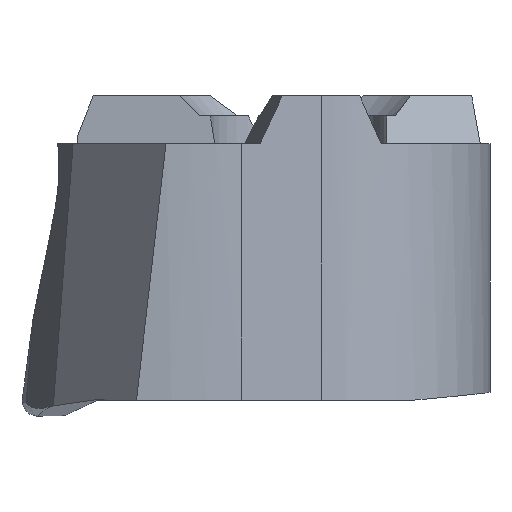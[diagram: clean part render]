
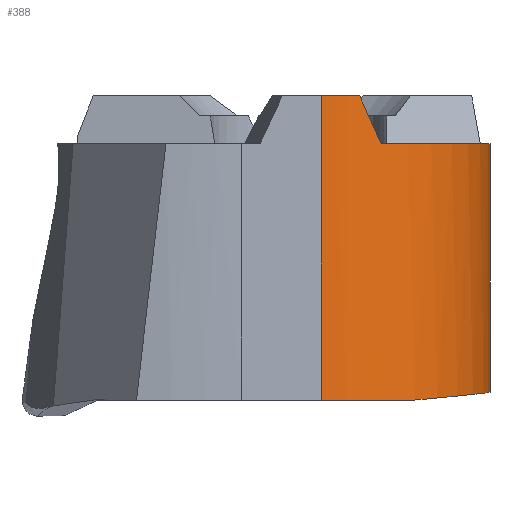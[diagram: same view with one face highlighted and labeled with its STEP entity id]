
A CAD part, front view. The second image highlights one B-rep face of the part: STEP entity #388.
In plain terms, the highlighted cylindrical face has radius 2.4 mm (diameter 4.8 mm), a partial arc.
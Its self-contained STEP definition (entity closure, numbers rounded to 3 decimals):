
#75 = DIRECTION ( 'NONE',  ( 0., 0., 1. ) ) ;
#106 = ORIENTED_EDGE ( 'NONE', *, *, #126, .F. ) ;
#126 = EDGE_CURVE ( 'NONE', #817, #714, #691, .T. ) ;
#319 = EDGE_CURVE ( 'NONE', #817, #386, #806, .T. ) ;
#375 = DIRECTION ( 'NONE',  ( 1., 0., 0. ) ) ;
#383 = CARTESIAN_POINT ( 'NONE',  ( 0., 0., 0.498 ) ) ;
#386 = VERTEX_POINT ( 'NONE', #460 ) ;
#388 = ADVANCED_FACE ( 'NONE', ( #785 ), #773, .T. ) ;
#449 = EDGE_CURVE ( 'NONE', #1254, #1135, #810, .T. ) ;
#450 = CIRCLE ( 'NONE', #558, 2.4 ) ;
#460 = CARTESIAN_POINT ( 'NONE',  ( 0.292, -2.382, 0.498 ) ) ;
#463 = VECTOR ( 'NONE', #1073, 1000. ) ;
#469 = ORIENTED_EDGE ( 'NONE', *, *, #319, .T. ) ;
#508 = DIRECTION ( 'NONE',  ( 1., 0., 0. ) ) ;
#512 = DIRECTION ( 'NONE',  ( 0., 0., -1. ) ) ;
#513 = LINE ( 'NONE', #1622, #463 ) ;
#554 = CARTESIAN_POINT ( 'NONE',  ( 0., 0., -3.82 ) ) ;
#558 = AXIS2_PLACEMENT_3D ( 'NONE', #1453, #1378, #1381 ) ;
#598 = LINE ( 'NONE', #805, #650 ) ;
#650 = VECTOR ( 'NONE', #796, 1000. ) ;
#665 = CARTESIAN_POINT ( 'NONE',  ( 0.864, -2.241, 0.295 ) ) ;
#691 =( BOUNDED_CURVE ( )  B_SPLINE_CURVE ( 3, ( #986, #665, #1039, #1043 ),
 .UNSPECIFIED., .F., .F. ) 
 B_SPLINE_CURVE_WITH_KNOTS ( ( 4, 4 ),
 ( 1.776, 1.897 ),
 .UNSPECIFIED. ) 
 CURVE ( )  GEOMETRIC_REPRESENTATION_ITEM ( )  RATIONAL_B_SPLINE_CURVE ( ( 1., 0.999, 0.999, 1. ) ) 
 REPRESENTATION_ITEM ( '' )  );
#697 = CARTESIAN_POINT ( 'NONE',  ( 1.46, -1.905, -3.3 ) ) ;
#699 = EDGE_CURVE ( 'NONE', #386, #1254, #598, .T. ) ;
#714 = VERTEX_POINT ( 'NONE', #1579 ) ;
#767 = CARTESIAN_POINT ( 'NONE',  ( 0.292, -2.382, -3.3 ) ) ;
#773 = CYLINDRICAL_SURFACE ( 'NONE', #972, 2.4 ) ;
#785 = FACE_OUTER_BOUND ( 'NONE', #1216, .T. ) ;
#796 = DIRECTION ( 'NONE',  ( 0., 0., -1. ) ) ;
#805 = CARTESIAN_POINT ( 'NONE',  ( 0.292, -2.382, -3.82 ) ) ;
#806 = CIRCLE ( 'NONE', #1009, 2.4 ) ;
#810 = CIRCLE ( 'NONE', #976, 2.4 ) ;
#817 = VERTEX_POINT ( 'NONE', #1267 ) ;
#894 = VERTEX_POINT ( 'NONE', #900 ) ;
#900 = CARTESIAN_POINT ( 'NONE',  ( 2.4, 0., -3.202 ) ) ;
#905 =( BOUNDED_CURVE ( )  B_SPLINE_CURVE ( 3, ( #1467, #1380, #945, #937 ),
 .UNSPECIFIED., .F., .F. ) 
 B_SPLINE_CURVE_WITH_KNOTS ( ( 4, 4 ),
 ( 5.244, 6.161 ),
 .UNSPECIFIED. ) 
 CURVE ( )  GEOMETRIC_REPRESENTATION_ITEM ( )  RATIONAL_B_SPLINE_CURVE ( ( 1., 0.931, 0.931, 1. ) ) 
 REPRESENTATION_ITEM ( '' )  );
#907 = DIRECTION ( 'NONE',  ( 0., 0., 1. ) ) ;
#937 = CARTESIAN_POINT ( 'NONE',  ( 2.4, 0., -3.202 ) ) ;
#945 = CARTESIAN_POINT ( 'NONE',  ( 2.4, -0.76, -3.209 ) ) ;
#972 = AXIS2_PLACEMENT_3D ( 'NONE', #554, #907, #508 ) ;
#976 = AXIS2_PLACEMENT_3D ( 'NONE', #1046, #75, #1437 ) ;
#986 = CARTESIAN_POINT ( 'NONE',  ( 0.773, -2.272, 0.498 ) ) ;
#1009 = AXIS2_PLACEMENT_3D ( 'NONE', #383, #512, #375 ) ;
#1039 = CARTESIAN_POINT ( 'NONE',  ( 0.953, -2.205, 0.096 ) ) ;
#1043 = CARTESIAN_POINT ( 'NONE',  ( 1.04, -2.163, -0.1 ) ) ;
#1046 = CARTESIAN_POINT ( 'NONE',  ( 0., 0., -3.3 ) ) ;
#1070 = ORIENTED_EDGE ( 'NONE', *, *, #1085, .T. ) ;
#1073 = DIRECTION ( 'NONE',  ( 0., 0., 1. ) ) ;
#1085 = EDGE_CURVE ( 'NONE', #1135, #894, #905, .T. ) ;
#1101 = ORIENTED_EDGE ( 'NONE', *, *, #699, .T. ) ;
#1105 = EDGE_CURVE ( 'NONE', #894, #1529, #513, .T. ) ;
#1129 = EDGE_CURVE ( 'NONE', #1529, #714, #450, .T. ) ;
#1135 = VERTEX_POINT ( 'NONE', #697 ) ;
#1216 = EDGE_LOOP ( 'NONE', ( #1070, #1446, #1564, #106, #469, #1101, #1501 ) ) ;
#1254 = VERTEX_POINT ( 'NONE', #767 ) ;
#1267 = CARTESIAN_POINT ( 'NONE',  ( 0.773, -2.272, 0.498 ) ) ;
#1378 = DIRECTION ( 'NONE',  ( 0., 0., -1. ) ) ;
#1380 = CARTESIAN_POINT ( 'NONE',  ( 2.064, -1.442, -3.245 ) ) ;
#1381 = DIRECTION ( 'NONE',  ( 1., 0., 0. ) ) ;
#1437 = DIRECTION ( 'NONE',  ( 1., 0., 0. ) ) ;
#1446 = ORIENTED_EDGE ( 'NONE', *, *, #1105, .T. ) ;
#1453 = CARTESIAN_POINT ( 'NONE',  ( 0., 0., -0.1 ) ) ;
#1467 = CARTESIAN_POINT ( 'NONE',  ( 1.46, -1.905, -3.3 ) ) ;
#1500 = CARTESIAN_POINT ( 'NONE',  ( 2.4, 0., -0.1 ) ) ;
#1501 = ORIENTED_EDGE ( 'NONE', *, *, #449, .T. ) ;
#1529 = VERTEX_POINT ( 'NONE', #1500 ) ;
#1564 = ORIENTED_EDGE ( 'NONE', *, *, #1129, .T. ) ;
#1579 = CARTESIAN_POINT ( 'NONE',  ( 1.04, -2.163, -0.1 ) ) ;
#1622 = CARTESIAN_POINT ( 'NONE',  ( 2.4, 0., -3.82 ) ) ;
